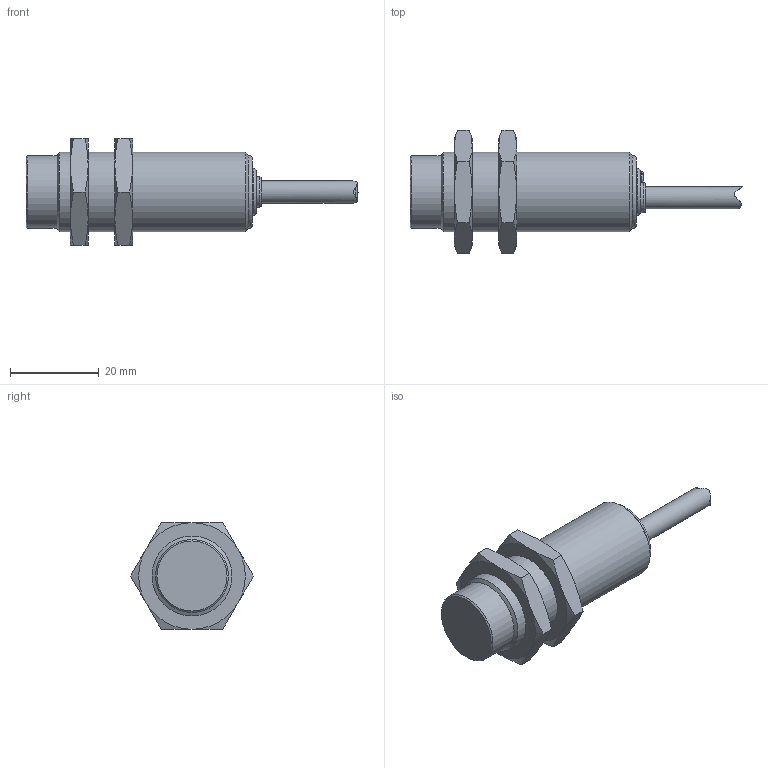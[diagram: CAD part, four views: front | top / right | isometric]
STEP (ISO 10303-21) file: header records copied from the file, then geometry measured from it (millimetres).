
FILE_DESCRIPTION(('FreeCAD Model'),'2;1');
FILE_NAME('LCS2-1820X-X3UX-AMS.stp','2020-05-06T09:29:04',( 'Author'),(''),'Open CASCADE STEP processor 7.3','FreeCAD','Unknown' );
FILE_SCHEMA(('AUTOMOTIVE_DESIGN { 1 0 10303 214 1 1 1 1 }'));
Length unit declared in the file: millimetre
Products named in the file (1): LCS2-1820X-X3UX-AMS
Bounding box: 74.76 x 27.71 x 24 mm (x, y, z)
Volume: 15042.5 mm3; surface area: 4795 mm2
Topology: 1 solids, 1 shells, 81 faces, 172 edges, 100 vertices
Faces by surface type: cone 32, plane 32, cylinder 14, torus 3
Full cylindrical faces by diameter (mm): 5 x1, 10.5 x1, 16.4 x2, 18 x3
Entity records: 7250 total; most frequent: CARTESIAN_POINT 3503, DIRECTION 499, ORIENTED_EDGE 344, PCURVE 344, DEFINITIONAL_REPRESENTATION 344, B_SPLINE_CURVE_WITH_KNOTS 214, LINE 200, VECTOR 200
